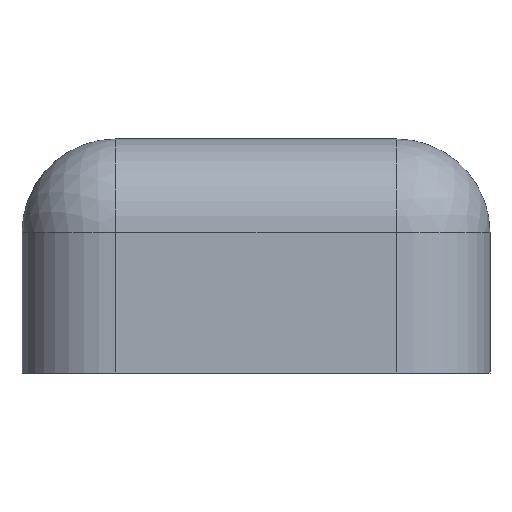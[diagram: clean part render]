
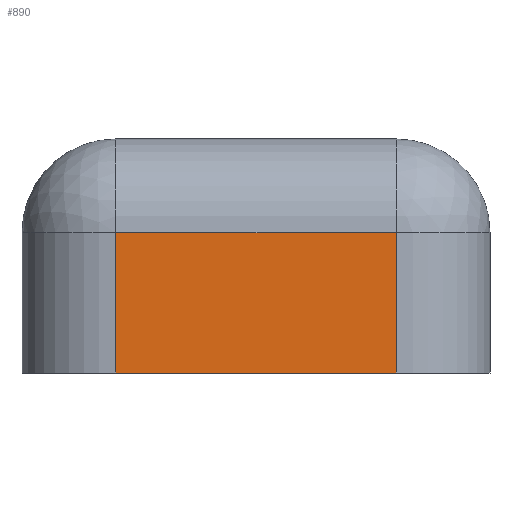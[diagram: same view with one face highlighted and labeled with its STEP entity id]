
A CAD part, front view. The second image highlights one B-rep face of the part: STEP entity #890.
In plain terms, the highlighted planar face has unit normal (0, -1, 0).
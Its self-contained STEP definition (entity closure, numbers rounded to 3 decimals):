
#81=FACE_OUTER_BOUND('',#130,.T.);
#130=EDGE_LOOP('',(#686,#687,#688,#689));
#209=LINE('',#1372,#318);
#220=LINE('',#1398,#329);
#222=LINE('',#1404,#331);
#223=LINE('',#1405,#332);
#318=VECTOR('',#1112,10.);
#329=VECTOR('',#1133,10.);
#331=VECTOR('',#1139,10.);
#332=VECTOR('',#1140,10.);
#411=VERTEX_POINT('',#1362);
#414=VERTEX_POINT('',#1370);
#424=VERTEX_POINT('',#1397);
#426=VERTEX_POINT('',#1403);
#511=EDGE_CURVE('',#414,#411,#209,.T.);
#523=EDGE_CURVE('',#411,#424,#220,.T.);
#526=EDGE_CURVE('',#414,#426,#222,.F.);
#527=EDGE_CURVE('',#424,#426,#223,.T.);
#686=ORIENTED_EDGE('',*,*,#523,.F.);
#687=ORIENTED_EDGE('',*,*,#511,.F.);
#688=ORIENTED_EDGE('',*,*,#526,.T.);
#689=ORIENTED_EDGE('',*,*,#527,.F.);
#846=PLANE('',#973);
#890=ADVANCED_FACE('',(#81),#846,.T.);
#973=AXIS2_PLACEMENT_3D('',#1402,#1137,#1138);
#1112=DIRECTION('',(0.,0.,1.));
#1133=DIRECTION('',(1.,0.,0.));
#1137=DIRECTION('center_axis',(0.,-1.,0.));
#1138=DIRECTION('ref_axis',(1.,0.,0.));
#1139=DIRECTION('',(-1.,0.,0.));
#1140=DIRECTION('',(0.,0.,-1.));
#1362=CARTESIAN_POINT('',(-11.,3.899,5.85));
#1370=CARTESIAN_POINT('',(-11.,3.899,-0.15));
#1372=CARTESIAN_POINT('',(-11.,3.899,7.85));
#1397=CARTESIAN_POINT('',(1.,3.899,5.85));
#1398=CARTESIAN_POINT('',(-10.,3.899,5.85));
#1402=CARTESIAN_POINT('Origin',(-15.,3.899,7.85));
#1403=CARTESIAN_POINT('',(1.,3.899,-0.15));
#1404=CARTESIAN_POINT('',(-10.,3.899,-0.15));
#1405=CARTESIAN_POINT('',(1.,3.899,7.85));
